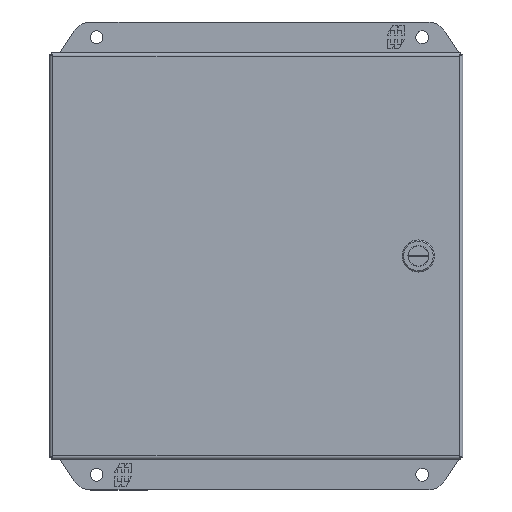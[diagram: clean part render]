
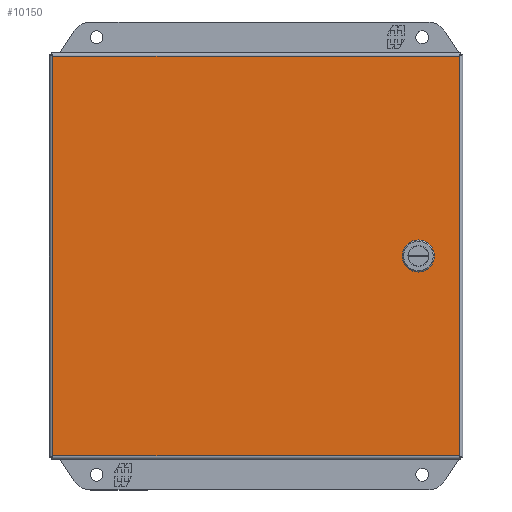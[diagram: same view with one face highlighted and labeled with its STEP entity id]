
A CAD part, front view. The second image highlights one B-rep face of the part: STEP entity #10150.
In plain terms, the highlighted planar face has unit normal (0, -1, 0).
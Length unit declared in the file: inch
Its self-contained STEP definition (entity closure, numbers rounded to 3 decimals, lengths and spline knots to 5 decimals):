
#901 = VECTOR ( 'NONE', #10724, 39.37008 ) ;
#907 = VECTOR ( 'NONE', #22306, 39.37008 ) ;
#941 = ORIENTED_EDGE ( 'NONE', *, *, #15856, .F. ) ;
#947 = ORIENTED_EDGE ( 'NONE', *, *, #14377, .F. ) ;
#1267 = VECTOR ( 'NONE', #1742, 39.37008 ) ;
#1447 = CARTESIAN_POINT ( 'NONE',  ( 3.98226, -6.61133, 0.331 ) ) ;
#1709 = CARTESIAN_POINT ( 'NONE',  ( 4.91268, -6.61133, -4.914 ) ) ;
#1742 = DIRECTION ( 'NONE',  ( 0.707, 0., -0.707 ) ) ;
#3127 = LINE ( 'NONE', #19789, #1267 ) ;
#3158 = VERTEX_POINT ( 'NONE', #12462 ) ;
#3195 = ORIENTED_EDGE ( 'NONE', *, *, #6556, .F. ) ;
#3219 = FACE_BOUND ( 'NONE', #14983, .T. ) ;
#3681 = FACE_OUTER_BOUND ( 'NONE', #17596, .T. ) ;
#3757 = CARTESIAN_POINT ( 'NONE',  ( 3.83109, -6.61133, 0.331 ) ) ;
#3840 = VECTOR ( 'NONE', #11143, 39.37008 ) ;
#4281 = ORIENTED_EDGE ( 'NONE', *, *, #15507, .F. ) ;
#4378 = VERTEX_POINT ( 'NONE', #19636 ) ;
#4552 = CARTESIAN_POINT ( 'NONE',  ( 3.57568, -6.61133, -0.07559 ) ) ;
#5023 = LINE ( 'NONE', #22511, #21052 ) ;
#5487 = ORIENTED_EDGE ( 'NONE', *, *, #10214, .F. ) ;
#6556 = EDGE_CURVE ( 'NONE', #4378, #16659, #11170, .T. ) ;
#6641 = ORIENTED_EDGE ( 'NONE', *, *, #11599, .F. ) ;
#6982 = VERTEX_POINT ( 'NONE', #4552 ) ;
#7132 = PLANE ( 'NONE',  #18478 ) ;
#7461 = VECTOR ( 'NONE', #15072, 39.37008 ) ;
#7669 = DIRECTION ( 'NONE',  ( -1., 0., 0. ) ) ;
#7902 = ORIENTED_EDGE ( 'NONE', *, *, #20639, .T. ) ;
#8630 = DIRECTION ( 'NONE',  ( 0., 0., -1. ) ) ;
#8646 = ORIENTED_EDGE ( 'NONE', *, *, #19285, .F. ) ;
#8686 = CARTESIAN_POINT ( 'NONE',  ( 4.91268, -6.61133, -4.914 ) ) ;
#8807 = CARTESIAN_POINT ( 'NONE',  ( 3.98226, -6.61133, 0.331 ) ) ;
#9668 = VECTOR ( 'NONE', #12249, 39.37008 ) ;
#9684 = DIRECTION ( 'NONE',  ( 0., 0., 1. ) ) ;
#9787 = LINE ( 'NONE', #1447, #7461 ) ;
#9794 = CARTESIAN_POINT ( 'NONE',  ( 4.23768, -6.61133, 0.07559 ) ) ;
#10049 = CARTESIAN_POINT ( 'NONE',  ( 4.23768, -6.61133, -0.07559 ) ) ;
#10150 = ADVANCED_FACE ( 'NONE', ( #3219, #3681 ), #7132, .T. ) ;
#10214 = EDGE_CURVE ( 'NONE', #3158, #21516, #9787, .T. ) ;
#10234 = CARTESIAN_POINT ( 'NONE',  ( -5.07332, -6.61133, -4.914 ) ) ;
#10305 = EDGE_CURVE ( 'NONE', #21043, #12004, #18525, .T. ) ;
#10625 = CARTESIAN_POINT ( 'NONE',  ( -5.07332, -6.61133, 4.914 ) ) ;
#10724 = DIRECTION ( 'NONE',  ( 0., 0., -1. ) ) ;
#11085 = ORIENTED_EDGE ( 'NONE', *, *, #21241, .T. ) ;
#11143 = DIRECTION ( 'NONE',  ( -1., 0., 0. ) ) ;
#11170 = LINE ( 'NONE', #21400, #11736 ) ;
#11255 = CARTESIAN_POINT ( 'NONE',  ( -5.07332, -6.61133, 4.914 ) ) ;
#11599 = EDGE_CURVE ( 'NONE', #17152, #6982, #15089, .T. ) ;
#11736 = VECTOR ( 'NONE', #16456, 39.37008 ) ;
#12004 = VERTEX_POINT ( 'NONE', #19168 ) ;
#12249 = DIRECTION ( 'NONE',  ( 1., 0., 0. ) ) ;
#12462 = CARTESIAN_POINT ( 'NONE',  ( 4.23768, -6.61133, 0.07559 ) ) ;
#12679 = EDGE_CURVE ( 'NONE', #20247, #21043, #5023, .T. ) ;
#12792 = CARTESIAN_POINT ( 'NONE',  ( -5.07332, -6.61133, -4.914 ) ) ;
#12796 = VECTOR ( 'NONE', #7669, 39.37008 ) ;
#12799 = VECTOR ( 'NONE', #9684, 39.37008 ) ;
#14156 = DIRECTION ( 'NONE',  ( 0., -1., 0. ) ) ;
#14377 = EDGE_CURVE ( 'NONE', #16659, #3158, #22302, .T. ) ;
#14983 = EDGE_LOOP ( 'NONE', ( #8646, #19178, #6641, #4281, #941, #5487, #947, #3195 ) ) ;
#15072 = DIRECTION ( 'NONE',  ( -0.707, 0., 0.707 ) ) ;
#15089 = LINE ( 'NONE', #22101, #907 ) ;
#15507 = EDGE_CURVE ( 'NONE', #22003, #17152, #21793, .T. ) ;
#15856 = EDGE_CURVE ( 'NONE', #21516, #22003, #17784, .T. ) ;
#16133 = VERTEX_POINT ( 'NONE', #10625 ) ;
#16432 = LINE ( 'NONE', #11255, #3840 ) ;
#16456 = DIRECTION ( 'NONE',  ( 0.707, 0., 0.707 ) ) ;
#16659 = VERTEX_POINT ( 'NONE', #10049 ) ;
#17152 = VERTEX_POINT ( 'NONE', #21392 ) ;
#17327 = DIRECTION ( 'NONE',  ( 1., 0., 0. ) ) ;
#17469 = ORIENTED_EDGE ( 'NONE', *, *, #10305, .T. ) ;
#17596 = EDGE_LOOP ( 'NONE', ( #17469, #11085, #7902, #19014 ) ) ;
#17638 = CARTESIAN_POINT ( 'NONE',  ( 3.98226, -6.61133, -0.331 ) ) ;
#17784 = LINE ( 'NONE', #3757, #12796 ) ;
#18115 = VECTOR ( 'NONE', #21871, 39.37008 ) ;
#18478 = AXIS2_PLACEMENT_3D ( 'NONE', #10234, #14156, #8630 ) ;
#18525 = LINE ( 'NONE', #8686, #18115 ) ;
#18608 = VERTEX_POINT ( 'NONE', #22642 ) ;
#18983 = DIRECTION ( 'NONE',  ( -0.707, 0., -0.707 ) ) ;
#19014 = ORIENTED_EDGE ( 'NONE', *, *, #12679, .T. ) ;
#19168 = CARTESIAN_POINT ( 'NONE',  ( 4.91268, -6.61133, 4.914 ) ) ;
#19178 = ORIENTED_EDGE ( 'NONE', *, *, #22563, .F. ) ;
#19285 = EDGE_CURVE ( 'NONE', #18608, #4378, #21102, .T. ) ;
#19636 = CARTESIAN_POINT ( 'NONE',  ( 3.98226, -6.61133, -0.331 ) ) ;
#19789 = CARTESIAN_POINT ( 'NONE',  ( 3.83109, -6.61133, -0.331 ) ) ;
#20089 = CARTESIAN_POINT ( 'NONE',  ( -5.07332, -6.61133, -4.914 ) ) ;
#20247 = VERTEX_POINT ( 'NONE', #20089 ) ;
#20639 = EDGE_CURVE ( 'NONE', #16133, #20247, #21424, .T. ) ;
#20722 = CARTESIAN_POINT ( 'NONE',  ( 3.57568, -6.61133, 0.07559 ) ) ;
#21043 = VERTEX_POINT ( 'NONE', #1709 ) ;
#21052 = VECTOR ( 'NONE', #17327, 39.37008 ) ;
#21102 = LINE ( 'NONE', #17638, #9668 ) ;
#21241 = EDGE_CURVE ( 'NONE', #12004, #16133, #16432, .T. ) ;
#21392 = CARTESIAN_POINT ( 'NONE',  ( 3.57568, -6.61133, 0.07559 ) ) ;
#21400 = CARTESIAN_POINT ( 'NONE',  ( 4.23768, -6.61133, -0.07559 ) ) ;
#21424 = LINE ( 'NONE', #12792, #901 ) ;
#21516 = VERTEX_POINT ( 'NONE', #8807 ) ;
#21793 = LINE ( 'NONE', #20722, #21970 ) ;
#21871 = DIRECTION ( 'NONE',  ( 0., 0., 1. ) ) ;
#21970 = VECTOR ( 'NONE', #18983, 39.37008 ) ;
#22003 = VERTEX_POINT ( 'NONE', #22588 ) ;
#22101 = CARTESIAN_POINT ( 'NONE',  ( 3.57568, -6.61133, -0.07559 ) ) ;
#22302 = LINE ( 'NONE', #9794, #12799 ) ;
#22306 = DIRECTION ( 'NONE',  ( 0., 0., -1. ) ) ;
#22511 = CARTESIAN_POINT ( 'NONE',  ( -5.07332, -6.61133, -4.914 ) ) ;
#22563 = EDGE_CURVE ( 'NONE', #6982, #18608, #3127, .T. ) ;
#22588 = CARTESIAN_POINT ( 'NONE',  ( 3.83109, -6.61133, 0.331 ) ) ;
#22642 = CARTESIAN_POINT ( 'NONE',  ( 3.83109, -6.61133, -0.331 ) ) ;
